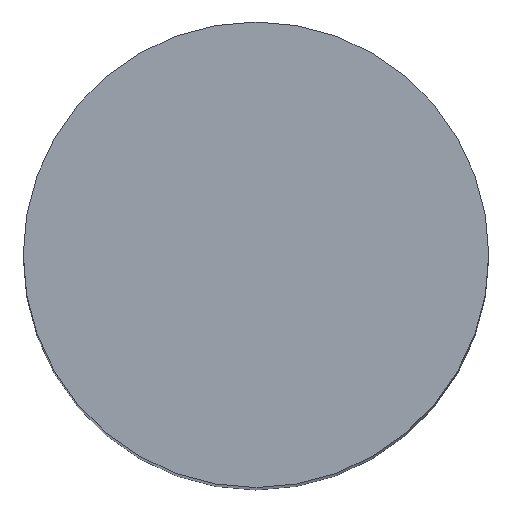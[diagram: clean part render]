
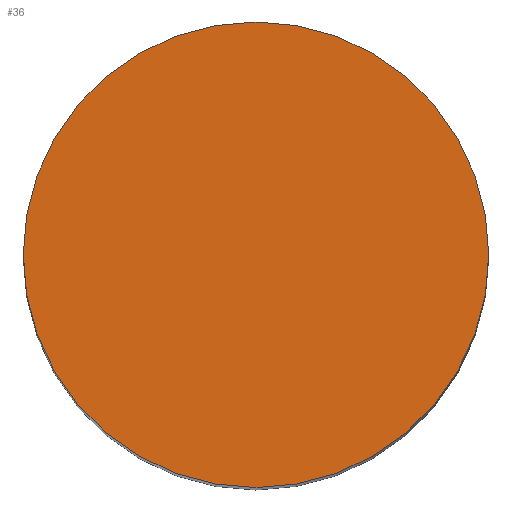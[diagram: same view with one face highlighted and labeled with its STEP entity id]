
A CAD part, top view. The second image highlights one B-rep face of the part: STEP entity #36.
In plain terms, the highlighted planar face has unit normal (0, 0, 1).
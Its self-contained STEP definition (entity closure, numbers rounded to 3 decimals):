
#1 = DIRECTION ( 'NONE',  ( 1., 0., 0. ) ) ;
#2 = CARTESIAN_POINT ( 'NONE',  ( 194.991, -56.58, 10. ) ) ;
#3 = FACE_OUTER_BOUND ( 'NONE', #130, .T. ) ;
#20 = CIRCLE ( 'NONE', #95, 10. ) ;
#25 = CARTESIAN_POINT ( 'NONE',  ( 204.991, -56.58, 10. ) ) ;
#36 = ADVANCED_FACE ( 'NONE', ( #3 ), #111, .T. ) ;
#37 = DIRECTION ( 'NONE',  ( 1., 0., 0. ) ) ;
#49 = CARTESIAN_POINT ( 'NONE',  ( 194.991, -56.58, 10. ) ) ;
#57 = EDGE_CURVE ( 'NONE', #87, #87, #20, .T. ) ;
#87 = VERTEX_POINT ( 'NONE', #25 ) ;
#95 = AXIS2_PLACEMENT_3D ( 'NONE', #49, #121, #37 ) ;
#111 = PLANE ( 'NONE',  #119 ) ;
#119 = AXIS2_PLACEMENT_3D ( 'NONE', #2, #128, #1 ) ;
#121 = DIRECTION ( 'NONE',  ( 0., 0., 1. ) ) ;
#127 = ORIENTED_EDGE ( 'NONE', *, *, #57, .T. ) ;
#128 = DIRECTION ( 'NONE',  ( 0., 0., 1. ) ) ;
#130 = EDGE_LOOP ( 'NONE', ( #127 ) ) ;
